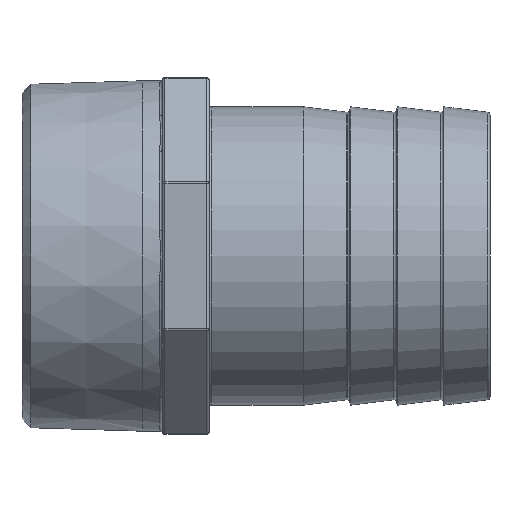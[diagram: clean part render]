
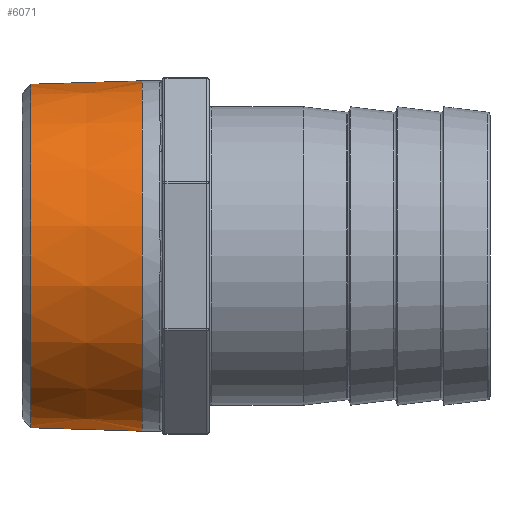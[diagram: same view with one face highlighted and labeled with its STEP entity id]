
A CAD part, front view. The second image highlights one B-rep face of the part: STEP entity #6071.
In plain terms, the highlighted conical face has half-angle 1.79 degrees and reference radius 29.949 mm.
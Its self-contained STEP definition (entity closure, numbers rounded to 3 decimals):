
#276 = CARTESIAN_POINT ( 'NONE',  ( 0., 0., 29.949 ) ) ;
#566 = EDGE_CURVE ( 'NONE', #2200, #10431, #11070, .T. ) ;
#849 = AXIS2_PLACEMENT_3D ( 'NONE', #12290, #7192, #2053 ) ;
#873 = DIRECTION ( 'NONE',  ( -1., 0., 0. ) ) ;
#2053 = DIRECTION ( 'NONE',  ( 0., 0., -1. ) ) ;
#2200 = VERTEX_POINT ( 'NONE', #10272 ) ;
#3538 = ORIENTED_EDGE ( 'NONE', *, *, #6565, .F. ) ;
#3979 = FACE_OUTER_BOUND ( 'NONE', #7570, .T. ) ;
#3983 = ORIENTED_EDGE ( 'NONE', *, *, #11465, .F. ) ;
#4036 = CIRCLE ( 'NONE', #5626, 29.356 ) ;
#5400 = DIRECTION ( 'NONE',  ( -1., 0., 0. ) ) ;
#5626 = AXIS2_PLACEMENT_3D ( 'NONE', #7886, #5400, #14941 ) ;
#5823 = ORIENTED_EDGE ( 'NONE', *, *, #566, .T. ) ;
#6071 = ADVANCED_FACE ( 'NONE', ( #3979 ), #7393, .T. ) ;
#6565 = EDGE_CURVE ( 'NONE', #9839, #15251, #4036, .T. ) ;
#7192 = DIRECTION ( 'NONE',  ( 1., 0., 0. ) ) ;
#7393 = CONICAL_SURFACE ( 'NONE', #849, 29.949, 0.031 ) ;
#7570 = EDGE_LOOP ( 'NONE', ( #3983, #3538, #16978, #5823 ) ) ;
#7886 = CARTESIAN_POINT ( 'NONE',  ( -18.992, 0., 0. ) ) ;
#8326 = LINE ( 'NONE', #13083, #17220 ) ;
#8751 = DIRECTION ( 'NONE',  ( 1., 0., 0.031 ) ) ;
#9174 = CARTESIAN_POINT ( 'NONE',  ( 0., 0., 0. ) ) ;
#9213 = LINE ( 'NONE', #16154, #15261 ) ;
#9839 = VERTEX_POINT ( 'NONE', #14716 ) ;
#10272 = CARTESIAN_POINT ( 'NONE',  ( 0., 0., -29.949 ) ) ;
#10431 = VERTEX_POINT ( 'NONE', #276 ) ;
#11070 = CIRCLE ( 'NONE', #13108, 29.949 ) ;
#11114 = EDGE_CURVE ( 'NONE', #9839, #2200, #9213, .T. ) ;
#11465 = EDGE_CURVE ( 'NONE', #15251, #10431, #8326, .T. ) ;
#12290 = CARTESIAN_POINT ( 'NONE',  ( 0., 0., 0. ) ) ;
#13083 = CARTESIAN_POINT ( 'NONE',  ( 0., 0., 29.949 ) ) ;
#13108 = AXIS2_PLACEMENT_3D ( 'NONE', #9174, #873, #13442 ) ;
#13442 = DIRECTION ( 'NONE',  ( 0., 0., 1. ) ) ;
#14716 = CARTESIAN_POINT ( 'NONE',  ( -18.992, 0., -29.356 ) ) ;
#14941 = DIRECTION ( 'NONE',  ( 0., 0., 1. ) ) ;
#15033 = CARTESIAN_POINT ( 'NONE',  ( -18.992, 0., 29.356 ) ) ;
#15251 = VERTEX_POINT ( 'NONE', #15033 ) ;
#15261 = VECTOR ( 'NONE', #15340, 1000. ) ;
#15340 = DIRECTION ( 'NONE',  ( 1., 0., -0.031 ) ) ;
#16154 = CARTESIAN_POINT ( 'NONE',  ( 0., 0., -29.949 ) ) ;
#16978 = ORIENTED_EDGE ( 'NONE', *, *, #11114, .T. ) ;
#17220 = VECTOR ( 'NONE', #8751, 1000. ) ;
